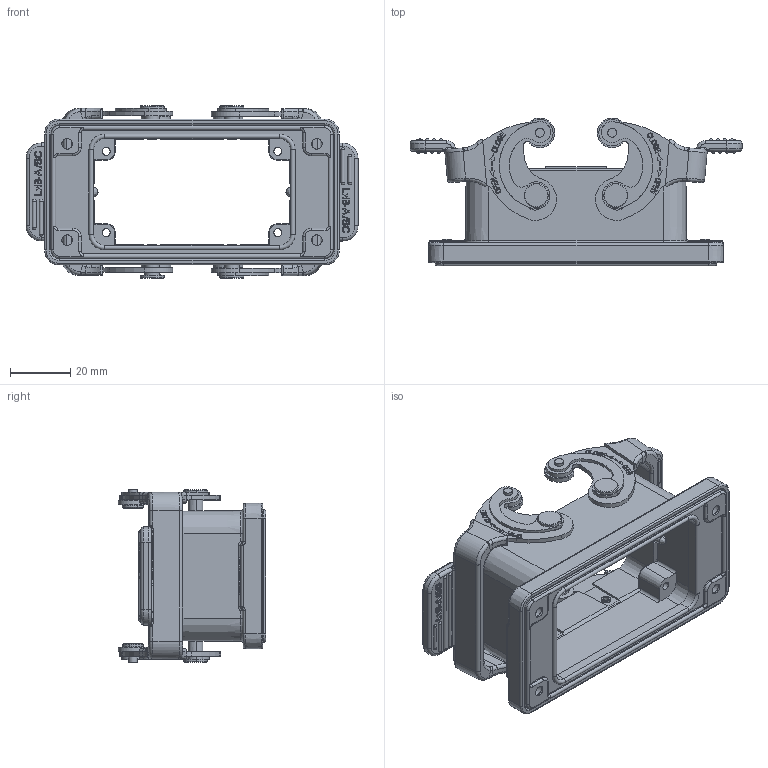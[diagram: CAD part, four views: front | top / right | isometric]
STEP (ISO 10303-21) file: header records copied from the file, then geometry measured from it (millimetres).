
FILE_DESCRIPTION((''),'2;1');
FILE_NAME('H10B-BK-X_2','2017-11-10T',('sy.ji'),(''),'PRO/ENGINEER BY PARAMETRIC TECHNOLOGY CORPORATION, 2014310','PRO/ENGINEER BY PARAMETRIC TECHNOLOGY CORPORATION, 2014310','');
FILE_SCHEMA(('CONFIG_CONTROL_DESIGN'));
Products named in the file (1): H10B-BK-X_2
Bounding box: 110.3 x 49.05 x 57.5 mm (x, y, z)
Volume: 49833.1 mm3; surface area: 38361.5 mm2
Topology: 7 solids, 30 shells, 1980 faces, 5192 edges, 3408 vertices
Faces by surface type: plane 908, cylinder 480, extrusion 174, torus 136, cone 122, bspline 84, sphere 76
Entity records: 72542 total; most frequent: CARTESIAN_POINT 18845, ORIENTED_EDGE 10332, DIRECTION 9524, EDGE_CURVE 5174, VERTEX_POINT 3408, AXIS2_PLACEMENT_3D 3273, VECTOR 2978, LINE 2804
